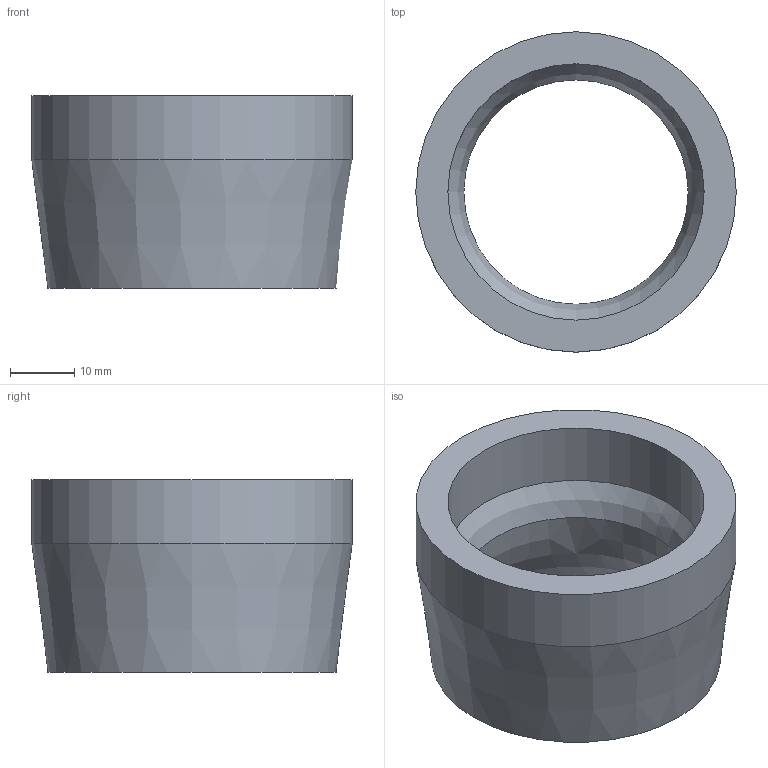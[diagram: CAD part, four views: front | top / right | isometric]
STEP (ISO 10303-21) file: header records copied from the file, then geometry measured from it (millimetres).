
FILE_DESCRIPTION((' '),'2;1');
FILE_NAME('VInterf_d.stp','2014-03-09T15:36:30',(' '),(' '),' ','ACIS',' ');
FILE_SCHEMA(('CONFIG_CONTROL_DESIGN'));
Length unit declared in the file: millimetre
Products named in the file (1): VInterf_d.stp
Bounding box: 50 x 50 x 30 mm (x, y, z)
Volume: 19923.3 mm3; surface area: 9137 mm2
Topology: 1 solids, 1 shells, 6 faces, 13 edges, 8 vertices
Faces by surface type: bspline 2, cylinder 2, cone 1, plane 1
Full cylindrical faces by diameter (mm): 40 x1, 50 x1
Entity records: 279 total; most frequent: CARTESIAN_POINT 71, DIRECTION 22, ORIENTED_EDGE 12, EDGE_LOOP 12, AXIS2_PLACEMENT_3D 11, PERSON 8, ORGANIZATION 8, PERSON_AND_ORGANIZATION 8
